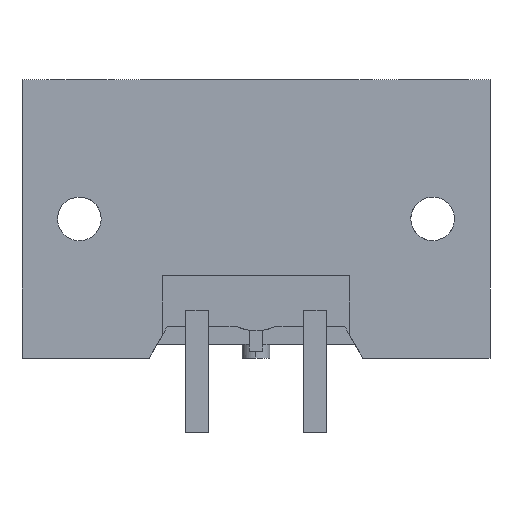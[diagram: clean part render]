
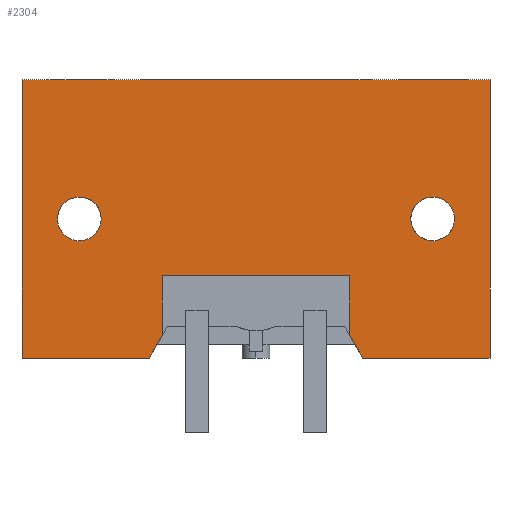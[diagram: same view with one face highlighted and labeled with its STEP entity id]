
A CAD part, front view. The second image highlights one B-rep face of the part: STEP entity #2304.
In plain terms, the highlighted planar face has unit normal (0, -1, 0).
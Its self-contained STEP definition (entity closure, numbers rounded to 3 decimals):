
#2192=AXIS2_PLACEMENT_3D('Plane Axis2P3D',#2189,#2190,#2191) ;
#2228=AXIS2_PLACEMENT_3D('Circle Axis2P3D',#2226,#2227,$) ;
#2237=AXIS2_PLACEMENT_3D('Circle Axis2P3D',#2235,#2236,$) ;
#1270=CARTESIAN_POINT('Vertex',(6.04,0.,4.181)) ;
#1273=CARTESIAN_POINT('Line Origine',(5.757,0.,3.691)) ;
#1277=CARTESIAN_POINT('Vertex',(5.473,0.,3.2)) ;
#1393=CARTESIAN_POINT('Vertex',(20.16,0.,3.2)) ;
#1396=CARTESIAN_POINT('Line Origine',(17.423,0.,3.2)) ;
#1400=CARTESIAN_POINT('Vertex',(14.687,0.,3.2)) ;
#1494=CARTESIAN_POINT('Line Origine',(14.403,0.,3.691)) ;
#1498=CARTESIAN_POINT('Vertex',(14.12,0.,4.181)) ;
#1527=CARTESIAN_POINT('Line Origine',(5.287,0.,3.2)) ;
#1531=CARTESIAN_POINT('Vertex',(5.1,0.,3.2)) ;
#1534=CARTESIAN_POINT('Line Origine',(2.55,0.,3.2)) ;
#1538=CARTESIAN_POINT('Vertex',(0.,0.,3.2)) ;
#1938=CARTESIAN_POINT('Line Origine',(10.08,0.,6.75)) ;
#1942=CARTESIAN_POINT('Vertex',(14.12,0.,6.75)) ;
#1944=CARTESIAN_POINT('Vertex',(6.04,0.,6.75)) ;
#1970=CARTESIAN_POINT('Line Origine',(6.04,0.,5.466)) ;
#2100=CARTESIAN_POINT('Line Origine',(14.12,0.,5.466)) ;
#2189=CARTESIAN_POINT('Axis2P3D Location',(5.1,0.,3.2)) ;
#2194=CARTESIAN_POINT('Line Origine',(20.16,0.,9.2)) ;
#2198=CARTESIAN_POINT('Vertex',(20.16,0.,15.2)) ;
#2201=CARTESIAN_POINT('Line Origine',(10.08,0.,15.2)) ;
#2205=CARTESIAN_POINT('Vertex',(0.,0.,15.2)) ;
#2208=CARTESIAN_POINT('Line Origine',(0.,0.,9.2)) ;
#2226=CARTESIAN_POINT('Axis2P3D Location',(2.47,0.,9.2)) ;
#2230=CARTESIAN_POINT('Vertex',(3.41,0.,9.2)) ;
#2232=CARTESIAN_POINT('Vertex',(1.53,0.,9.2)) ;
#2235=CARTESIAN_POINT('Axis2P3D Location',(2.47,0.,9.2)) ;
#2245=CARTESIAN_POINT('Control Point',(16.75,0.,9.2)) ;
#2246=CARTESIAN_POINT('Control Point',(16.75,0.,9.105)) ;
#2247=CARTESIAN_POINT('Control Point',(16.762,0.,9.01)) ;
#2248=CARTESIAN_POINT('Control Point',(16.786,0.,8.917)) ;
#2249=CARTESIAN_POINT('Control Point',(16.857,0.,8.739)) ;
#2250=CARTESIAN_POINT('Control Point',(16.97,0.,8.585)) ;
#2251=CARTESIAN_POINT('Control Point',(17.036,0.,8.515)) ;
#2252=CARTESIAN_POINT('Control Point',(17.184,0.,8.394)) ;
#2253=CARTESIAN_POINT('Control Point',(17.358,0.,8.313)) ;
#2254=CARTESIAN_POINT('Control Point',(17.449,0.,8.284)) ;
#2255=CARTESIAN_POINT('Control Point',(17.638,0.,8.249)) ;
#2256=CARTESIAN_POINT('Control Point',(17.829,0.,8.263)) ;
#2257=CARTESIAN_POINT('Control Point',(17.923,0.,8.282)) ;
#2258=CARTESIAN_POINT('Control Point',(18.104,0.,8.343)) ;
#2259=CARTESIAN_POINT('Control Point',(18.265,0.,8.447)) ;
#2260=CARTESIAN_POINT('Control Point',(18.338,0.,8.509)) ;
#2261=CARTESIAN_POINT('Control Point',(18.467,0.,8.651)) ;
#2262=CARTESIAN_POINT('Control Point',(18.558,0.,8.82)) ;
#2263=CARTESIAN_POINT('Control Point',(18.592,0.,8.909)) ;
#2264=CARTESIAN_POINT('Control Point',(18.619,0.,9.023)) ;
#2265=CARTESIAN_POINT('Control Point',(18.628,0.,9.138)) ;
#2266=CARTESIAN_POINT('Control Point',(18.629,0.,9.159)) ;
#2267=CARTESIAN_POINT('Control Point',(18.63,0.,9.179)) ;
#2268=CARTESIAN_POINT('Control Point',(18.63,0.,9.2)) ;
#2269=CARTESIAN_POINT('Vertex',(16.75,0.,9.2)) ;
#2271=CARTESIAN_POINT('Vertex',(18.63,0.,9.2)) ;
#2275=CARTESIAN_POINT('Control Point',(18.63,0.,9.2)) ;
#2276=CARTESIAN_POINT('Control Point',(18.63,0.,9.295)) ;
#2277=CARTESIAN_POINT('Control Point',(18.618,0.,9.39)) ;
#2278=CARTESIAN_POINT('Control Point',(18.594,0.,9.483)) ;
#2279=CARTESIAN_POINT('Control Point',(18.523,0.,9.661)) ;
#2280=CARTESIAN_POINT('Control Point',(18.41,0.,9.815)) ;
#2281=CARTESIAN_POINT('Control Point',(18.344,0.,9.885)) ;
#2282=CARTESIAN_POINT('Control Point',(18.196,0.,10.006)) ;
#2283=CARTESIAN_POINT('Control Point',(18.022,0.,10.087)) ;
#2284=CARTESIAN_POINT('Control Point',(17.931,0.,10.116)) ;
#2285=CARTESIAN_POINT('Control Point',(17.742,0.,10.151)) ;
#2286=CARTESIAN_POINT('Control Point',(17.551,0.,10.137)) ;
#2287=CARTESIAN_POINT('Control Point',(17.457,0.,10.118)) ;
#2288=CARTESIAN_POINT('Control Point',(17.276,0.,10.057)) ;
#2289=CARTESIAN_POINT('Control Point',(17.115,0.,9.953)) ;
#2290=CARTESIAN_POINT('Control Point',(17.042,0.,9.891)) ;
#2291=CARTESIAN_POINT('Control Point',(16.913,0.,9.749)) ;
#2292=CARTESIAN_POINT('Control Point',(16.822,0.,9.58)) ;
#2293=CARTESIAN_POINT('Control Point',(16.788,0.,9.491)) ;
#2294=CARTESIAN_POINT('Control Point',(16.761,0.,9.377)) ;
#2295=CARTESIAN_POINT('Control Point',(16.752,0.,9.262)) ;
#2296=CARTESIAN_POINT('Control Point',(16.751,0.,9.241)) ;
#2297=CARTESIAN_POINT('Control Point',(16.75,0.,9.221)) ;
#2298=CARTESIAN_POINT('Control Point',(16.75,0.,9.2)) ;
#1274=DIRECTION('Vector Direction',(-0.5,0.,-0.866)) ;
#1397=DIRECTION('Vector Direction',(1.,0.,0.)) ;
#1495=DIRECTION('Vector Direction',(-0.5,0.,0.866)) ;
#1528=DIRECTION('Vector Direction',(1.,0.,0.)) ;
#1535=DIRECTION('Vector Direction',(-1.,0.,0.)) ;
#1939=DIRECTION('Vector Direction',(-1.,0.,0.)) ;
#1971=DIRECTION('Vector Direction',(0.,0.,-1.)) ;
#2101=DIRECTION('Vector Direction',(0.,0.,1.)) ;
#2190=DIRECTION('Axis2P3D Direction',(0.,1.,0.)) ;
#2191=DIRECTION('Axis2P3D XDirection',(0.,0.,-1.)) ;
#2195=DIRECTION('Vector Direction',(0.,0.,-1.)) ;
#2202=DIRECTION('Vector Direction',(-1.,0.,0.)) ;
#2209=DIRECTION('Vector Direction',(0.,0.,-1.)) ;
#2227=DIRECTION('Axis2P3D Direction',(0.,1.,0.)) ;
#2236=DIRECTION('Axis2P3D Direction',(0.,1.,0.)) ;
#1275=VECTOR('Line Direction',#1274,1.) ;
#1398=VECTOR('Line Direction',#1397,1.) ;
#1496=VECTOR('Line Direction',#1495,1.) ;
#1529=VECTOR('Line Direction',#1528,1.) ;
#1536=VECTOR('Line Direction',#1535,1.) ;
#1940=VECTOR('Line Direction',#1939,1.) ;
#1972=VECTOR('Line Direction',#1971,1.) ;
#2102=VECTOR('Line Direction',#2101,1.) ;
#2196=VECTOR('Line Direction',#2195,1.) ;
#2203=VECTOR('Line Direction',#2202,1.) ;
#2210=VECTOR('Line Direction',#2209,1.) ;
#2214=ORIENTED_EDGE('',*,*,#2104,.F.) ;
#2215=ORIENTED_EDGE('',*,*,#1500,.F.) ;
#2216=ORIENTED_EDGE('',*,*,#1402,.T.) ;
#2217=ORIENTED_EDGE('',*,*,#2200,.F.) ;
#2218=ORIENTED_EDGE('',*,*,#2207,.T.) ;
#2219=ORIENTED_EDGE('',*,*,#2212,.T.) ;
#2220=ORIENTED_EDGE('',*,*,#1540,.F.) ;
#2221=ORIENTED_EDGE('',*,*,#1533,.T.) ;
#2222=ORIENTED_EDGE('',*,*,#1279,.F.) ;
#2223=ORIENTED_EDGE('',*,*,#1974,.F.) ;
#2224=ORIENTED_EDGE('',*,*,#1946,.F.) ;
#2241=ORIENTED_EDGE('',*,*,#2234,.T.) ;
#2242=ORIENTED_EDGE('',*,*,#2239,.T.) ;
#2301=ORIENTED_EDGE('',*,*,#2273,.F.) ;
#2302=ORIENTED_EDGE('',*,*,#2299,.F.) ;
#2243=FACE_BOUND('',#2240,.T.) ;
#2303=FACE_BOUND('',#2300,.T.) ;
#2304=ADVANCED_FACE('HOUSING',(#2225,#2243,#2303),#2193,.F.) ;
#2244=B_SPLINE_CURVE_WITH_KNOTS('',5,(#2245,#2246,#2247,#2248,#2249,#2250,#2251,#2252,#2253,#2254,#2255,#2256,#2257,#2258,#2259,#2260,#2261,#2262,#2263,#2264,#2265,#2266,#2267,#2268),.UNSPECIFIED.,.F.,.U.,(6,3,3,3,3,3,3,6),(0.,0.672,1.343,2.015,2.687,3.359,4.03,4.176),.UNSPECIFIED.) ;
#2274=B_SPLINE_CURVE_WITH_KNOTS('',5,(#2275,#2276,#2277,#2278,#2279,#2280,#2281,#2282,#2283,#2284,#2285,#2286,#2287,#2288,#2289,#2290,#2291,#2292,#2293,#2294,#2295,#2296,#2297,#2298),.UNSPECIFIED.,.F.,.U.,(6,3,3,3,3,3,3,6),(0.,0.672,1.343,2.015,2.687,3.359,4.03,4.176),.UNSPECIFIED.) ;
#2229=CIRCLE('generated circle',#2228,0.94) ;
#2238=CIRCLE('generated circle',#2237,0.94) ;
#1279=EDGE_CURVE('',#1271,#1278,#1276,.T.) ;
#1402=EDGE_CURVE('',#1401,#1394,#1399,.T.) ;
#1500=EDGE_CURVE('',#1401,#1499,#1497,.T.) ;
#1533=EDGE_CURVE('',#1532,#1278,#1530,.T.) ;
#1540=EDGE_CURVE('',#1532,#1539,#1537,.T.) ;
#1946=EDGE_CURVE('',#1943,#1945,#1941,.T.) ;
#1974=EDGE_CURVE('',#1945,#1271,#1973,.T.) ;
#2104=EDGE_CURVE('',#1499,#1943,#2103,.T.) ;
#2200=EDGE_CURVE('',#2199,#1394,#2197,.T.) ;
#2207=EDGE_CURVE('',#2199,#2206,#2204,.T.) ;
#2212=EDGE_CURVE('',#2206,#1539,#2211,.T.) ;
#2234=EDGE_CURVE('',#2231,#2233,#2229,.T.) ;
#2239=EDGE_CURVE('',#2233,#2231,#2238,.T.) ;
#2273=EDGE_CURVE('',#2270,#2272,#2244,.T.) ;
#2299=EDGE_CURVE('',#2272,#2270,#2274,.T.) ;
#2213=EDGE_LOOP('',(#2214,#2215,#2216,#2217,#2218,#2219,#2220,#2221,#2222,#2223,#2224)) ;
#2240=EDGE_LOOP('',(#2241,#2242)) ;
#2300=EDGE_LOOP('',(#2301,#2302)) ;
#2225=FACE_OUTER_BOUND('',#2213,.T.) ;
#1276=LINE('Line',#1273,#1275) ;
#1399=LINE('Line',#1396,#1398) ;
#1497=LINE('Line',#1494,#1496) ;
#1530=LINE('Line',#1527,#1529) ;
#1537=LINE('Line',#1534,#1536) ;
#1941=LINE('Line',#1938,#1940) ;
#1973=LINE('Line',#1970,#1972) ;
#2103=LINE('Line',#2100,#2102) ;
#2197=LINE('Line',#2194,#2196) ;
#2204=LINE('Line',#2201,#2203) ;
#2211=LINE('Line',#2208,#2210) ;
#2193=PLANE('',#2192) ;
#1271=VERTEX_POINT('',#1270) ;
#1278=VERTEX_POINT('',#1277) ;
#1394=VERTEX_POINT('',#1393) ;
#1401=VERTEX_POINT('',#1400) ;
#1499=VERTEX_POINT('',#1498) ;
#1532=VERTEX_POINT('',#1531) ;
#1539=VERTEX_POINT('',#1538) ;
#1943=VERTEX_POINT('',#1942) ;
#1945=VERTEX_POINT('',#1944) ;
#2199=VERTEX_POINT('',#2198) ;
#2206=VERTEX_POINT('',#2205) ;
#2231=VERTEX_POINT('',#2230) ;
#2233=VERTEX_POINT('',#2232) ;
#2270=VERTEX_POINT('',#2269) ;
#2272=VERTEX_POINT('',#2271) ;
